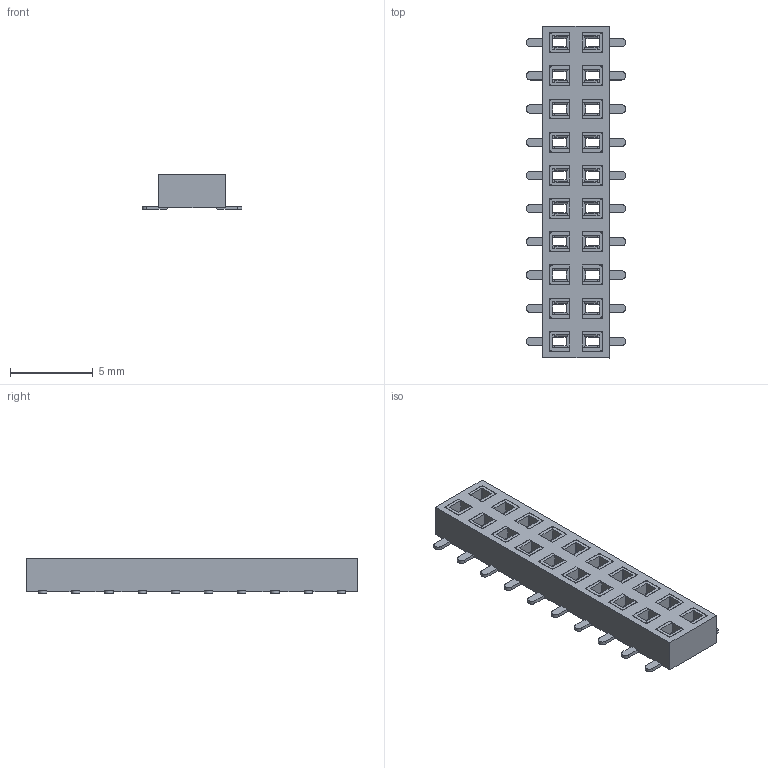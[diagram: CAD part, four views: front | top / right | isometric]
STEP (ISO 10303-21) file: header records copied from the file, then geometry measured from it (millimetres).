
FILE_DESCRIPTION(/* description */ ('Unknown'),/* implementation_level */ '2;1');
FILE_NAME(/* name */ 'J_Wurth_WR-PHD_62102021821',/* time_stamp */ '2025-04-28T11:46:51+08:00',/* author */ ('Unknown'),/* organization */ ('Unknown'),/* preprocessor_version */ 'ST-DEVELOPER v19.4',/* originating_system */ 'Solid Edge',/* authorisation */ 'Unknown');
FILE_SCHEMA (('AUTOMOTIVE_DESIGN {1 0 10303 214 3 1 1}'));
Length unit declared in the file: millimetre
Products named in the file (2): J_Wurth_WR-PHD_62102021821
Assembly tree (1 placements, depth 2):
  J_Wurth_WR-PHD_62102021821
    J_Wurth_WR-PHD_62102021821
Bounding box: 6 x 20 x 2.1 mm (x, y, z)
Volume: 124.9 mm3; surface area: 674.3 mm2
Topology: 21 solids, 21 shells, 1486 faces, 3992 edges, 2528 vertices
Faces by surface type: plane 826, cylinder 580, bspline 80
Entity records: 46806 total; most frequent: CARTESIAN_POINT 9528, ORIENTED_EDGE 7984, DIRECTION 7488, EDGE_CURVE 3992, LINE 2672, VECTOR 2672, VERTEX_POINT 2528, AXIS2_PLACEMENT_3D 2408
